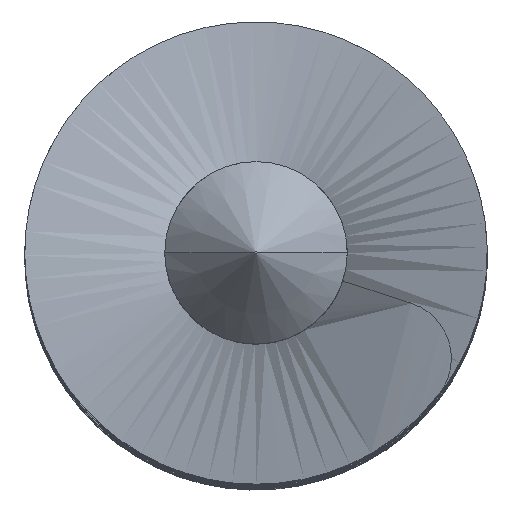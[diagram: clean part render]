
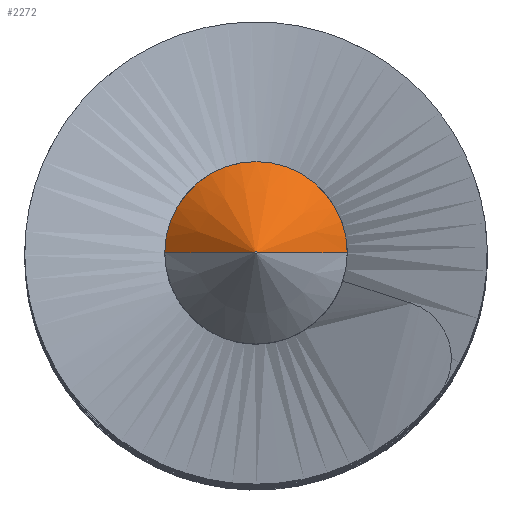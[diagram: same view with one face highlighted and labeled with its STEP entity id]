
A CAD part, top view. The second image highlights one B-rep face of the part: STEP entity #2272.
In plain terms, the highlighted conical face has half-angle 45 degrees and reference radius 0.063 mm.
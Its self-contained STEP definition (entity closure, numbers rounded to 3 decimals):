
#276 = LINE ( 'NONE', #3651, #767 ) ;
#387 = CARTESIAN_POINT ( 'NONE',  ( -0.063, 0., 165.22 ) ) ;
#432 = EDGE_CURVE ( 'NONE', #6273, #4162, #1979, .T. ) ;
#600 = ORIENTED_EDGE ( 'NONE', *, *, #432, .T. ) ;
#756 = DIRECTION ( 'NONE',  ( 0., 0., 1. ) ) ;
#767 = VECTOR ( 'NONE', #2008, 1000. ) ;
#1092 = AXIS2_PLACEMENT_3D ( 'NONE', #3991, #3198, #8052 ) ;
#1442 = DIRECTION ( 'NONE',  ( 1., 0., 0. ) ) ;
#1979 = LINE ( 'NONE', #9289, #2604 ) ;
#2008 = DIRECTION ( 'NONE',  ( -0.707, 0., -0.707 ) ) ;
#2272 = ADVANCED_FACE ( 'NONE', ( #9759 ), #7158, .T. ) ;
#2395 = ORIENTED_EDGE ( 'NONE', *, *, #6980, .F. ) ;
#2604 = VECTOR ( 'NONE', #9864, 1000. ) ;
#3198 = DIRECTION ( 'NONE',  ( 0., 0., -1. ) ) ;
#3246 = CARTESIAN_POINT ( 'NONE',  ( -4., 0., 161.283 ) ) ;
#3651 = CARTESIAN_POINT ( 'NONE',  ( -0.063, 0., 165.22 ) ) ;
#3919 = CARTESIAN_POINT ( 'NONE',  ( 0., 0., 165.22 ) ) ;
#3991 = CARTESIAN_POINT ( 'NONE',  ( 0., 0., 165.22 ) ) ;
#4001 = VERTEX_POINT ( 'NONE', #387 ) ;
#4162 = VERTEX_POINT ( 'NONE', #6483 ) ;
#5610 = ORIENTED_EDGE ( 'NONE', *, *, #5827, .F. ) ;
#5827 = EDGE_CURVE ( 'NONE', #6273, #4001, #6503, .T. ) ;
#6006 = AXIS2_PLACEMENT_3D ( 'NONE', #3919, #756, #1442 ) ;
#6273 = VERTEX_POINT ( 'NONE', #7337 ) ;
#6483 = CARTESIAN_POINT ( 'NONE',  ( 4., 0., 161.283 ) ) ;
#6503 = CIRCLE ( 'NONE', #6006, 0.063 ) ;
#6792 = DIRECTION ( 'NONE',  ( 1., 0., 0. ) ) ;
#6840 = CIRCLE ( 'NONE', #10380, 4. ) ;
#6980 = EDGE_CURVE ( 'NONE', #8997, #4162, #6840, .T. ) ;
#7158 = CONICAL_SURFACE ( 'NONE', #1092, 0.063, 0.785 ) ;
#7337 = CARTESIAN_POINT ( 'NONE',  ( 0.063, 0., 165.22 ) ) ;
#8052 = DIRECTION ( 'NONE',  ( -1., 0., 0. ) ) ;
#8320 = DIRECTION ( 'NONE',  ( 0., 0., -1. ) ) ;
#8680 = ORIENTED_EDGE ( 'NONE', *, *, #9192, .F. ) ;
#8997 = VERTEX_POINT ( 'NONE', #3246 ) ;
#9183 = CARTESIAN_POINT ( 'NONE',  ( 0., 0., 161.283 ) ) ;
#9192 = EDGE_CURVE ( 'NONE', #4001, #8997, #276, .T. ) ;
#9289 = CARTESIAN_POINT ( 'NONE',  ( 0.063, 0., 165.22 ) ) ;
#9459 = EDGE_LOOP ( 'NONE', ( #5610, #600, #2395, #8680 ) ) ;
#9759 = FACE_OUTER_BOUND ( 'NONE', #9459, .T. ) ;
#9864 = DIRECTION ( 'NONE',  ( 0.707, 0., -0.707 ) ) ;
#10380 = AXIS2_PLACEMENT_3D ( 'NONE', #9183, #8320, #6792 ) ;
